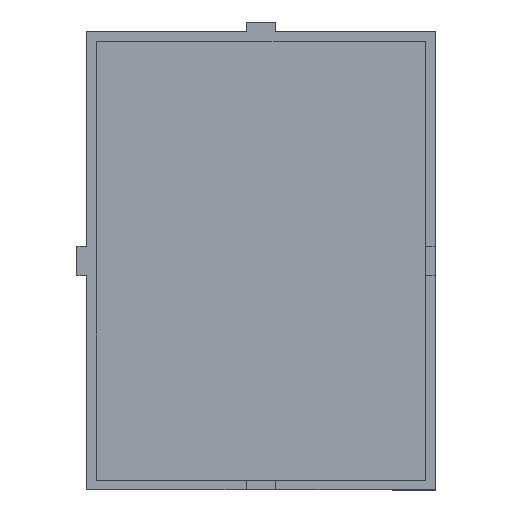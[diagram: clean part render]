
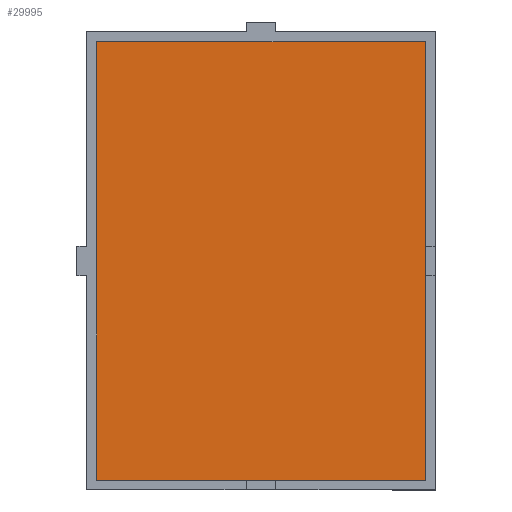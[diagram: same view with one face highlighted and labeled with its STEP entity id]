
A CAD part, front view. The second image highlights one B-rep face of the part: STEP entity #29995.
In plain terms, the highlighted face is planar.
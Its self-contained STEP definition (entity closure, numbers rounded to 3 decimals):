
#2107=PLANE('',#31633);
#3699=FACE_OUTER_BOUND('',#5651,.T.);
#5651=EDGE_LOOP('',(#28379,#28380,#28381,#28382));
#9701=LINE('',#47154,#13721);
#9704=LINE('',#47160,#13724);
#9707=LINE('',#47166,#13727);
#9710=LINE('',#47170,#13730);
#13721=VECTOR('',#38941,44.);
#13724=VECTOR('',#38946,33.);
#13727=VECTOR('',#38951,44.);
#13730=VECTOR('',#38956,33.);
#16207=VERTEX_POINT('',#47151);
#16208=VERTEX_POINT('',#47153);
#16210=VERTEX_POINT('',#47159);
#16212=VERTEX_POINT('',#47165);
#20261=EDGE_CURVE('',#16208,#16207,#9701,.T.);
#20264=EDGE_CURVE('',#16210,#16208,#9704,.T.);
#20267=EDGE_CURVE('',#16212,#16210,#9707,.T.);
#20270=EDGE_CURVE('',#16207,#16212,#9710,.T.);
#28379=ORIENTED_EDGE('',*,*,#20270,.T.);
#28380=ORIENTED_EDGE('',*,*,#20267,.T.);
#28381=ORIENTED_EDGE('',*,*,#20264,.T.);
#28382=ORIENTED_EDGE('',*,*,#20261,.T.);
#29995=ADVANCED_FACE('',(#3699),#2107,.T.);
#31633=AXIS2_PLACEMENT_3D('',#47171,#38957,#38958);
#38941=DIRECTION('',(0.,1.,0.));
#38946=DIRECTION('',(1.,0.,0.));
#38951=DIRECTION('',(0.,-1.,0.));
#38956=DIRECTION('',(-1.,0.,0.));
#38957=DIRECTION('center_axis',(0.,0.,1.));
#38958=DIRECTION('ref_axis',(1.,0.,0.));
#47151=CARTESIAN_POINT('',(16.5,22.,1.));
#47153=CARTESIAN_POINT('',(16.5,-22.,1.));
#47154=CARTESIAN_POINT('',(16.5,-22.,1.));
#47159=CARTESIAN_POINT('',(-16.5,-22.,1.));
#47160=CARTESIAN_POINT('',(-16.5,-22.,1.));
#47165=CARTESIAN_POINT('',(-16.5,22.,1.));
#47166=CARTESIAN_POINT('',(-16.5,22.,1.));
#47170=CARTESIAN_POINT('',(16.5,22.,1.));
#47171=CARTESIAN_POINT('Origin',(0.,0.,
1.));
